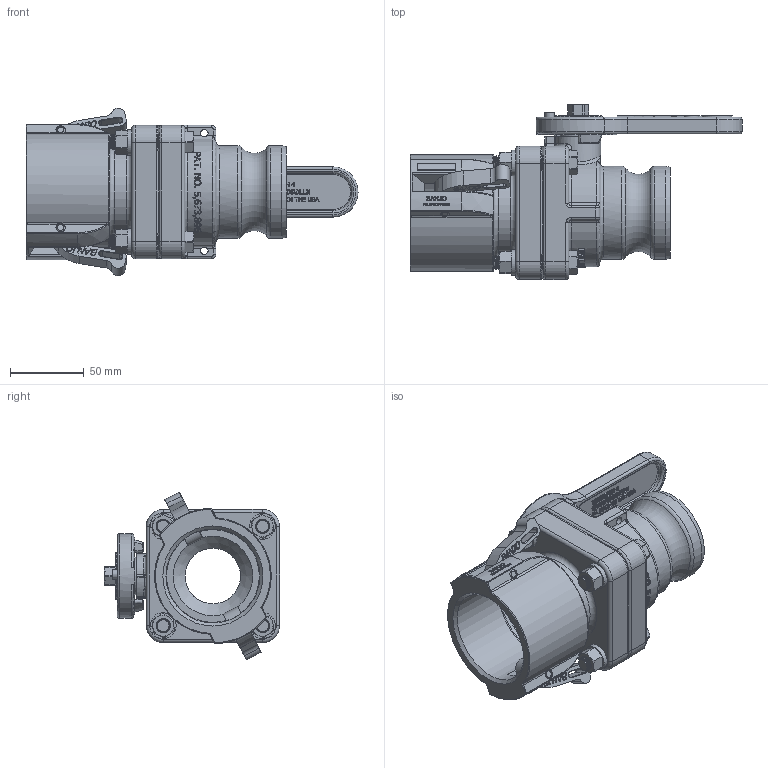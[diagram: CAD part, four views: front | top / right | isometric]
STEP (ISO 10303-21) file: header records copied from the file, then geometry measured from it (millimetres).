
FILE_DESCRIPTION(/* description */ ('2" F STUBBY BODY, UNMACHINED'),/* implementation_level */ '2;1');
FILE_NAME(/* name */ 'VSFB201V.stp',/* time_stamp */ '2015-10-09T09:24:50-04:00',/* author */ ('DCerny'),/* organization */ (''),/* preprocessor_version */ 'ST-DEVELOPER v15.6',/* originating_system */ 'Autodesk Inventor 2015',/* authorisation */ '');
FILE_SCHEMA (('AUTOMOTIVE_DESIGN { 1 0 10303 214 3 1 1 }'));
Products named in the file (28): VXF20254; VF22254Y; WS20258; VF22254; V20255BX; VS20255M; VS20255; VS20258A; VXB20256; VYB20256; VYMB20256; VSMB20256; 150(200)XKS; 200P; VSB20256; V21204; V20151A; VS20151C; V20060; VS20163; VS20152SH; V20021A; V20020A; V20010SS; V20018; V20019; VL1005; VSFB201V
Assembly tree (40 placements, depth 6):
  VSFB201V
    VF22254
      VF22254Y
        VXF20254
      WS20258
    VS20255
      VS20255M
        V20255BX
    VS20258A
    VSB20256
      VSMB20256
        VYMB20256
          VYB20256
            VXB20256
      150(200)XKS  x2
      200P  x2
    V21204
    VS20151C
      V20151A
    V20060  x2
    VS20163  x2
    VS20152SH
    V20021A
    V20020A
    V20010SS  x4
    V20018  x4
    V20019  x4
    VL1005
Bounding box: 225.04 x 118.75 x 113.61 mm (x, y, z)
Volume: 608956.7 mm3; surface area: 183378.6 mm2
Topology: 31 solids, 31 shells, 3105 faces, 7765 edges, 4888 vertices
Faces by surface type: plane 1248, cylinder 670, bspline 621, cone 470, torus 90, sphere 6
Full cylindrical faces by diameter (mm): 2.997 x1, 3.302 x2, 5.08 x2, 6.325 x2, 6.35 x5, 6.553 x2, 6.807 x1, 9.017 x1, 10.312 x8, 10.973 x1, 16.51 x2, 19.05 x2, 19.304 x1, 23.812 x2, 24.13 x1, 25.4 x2, 25.908 x1, 26.416 x1, 32.512 x1, 37.592 x1, 38.1 x4, 39.192 x1, 43.18 x3, 47.752 x1, 50.546 x1, 50.698 x1, 50.876 x1, 57.404 x1, 58.42 x1, 63.043 x2
Entity records: 79226 total; most frequent: CARTESIAN_POINT 27904, ORIENTED_EDGE 11346, DIRECTION 8836, EDGE_CURVE 5673, VERTEX_POINT 3741, LINE 3236, VECTOR 3236, AXIS2_PLACEMENT_3D 2800
